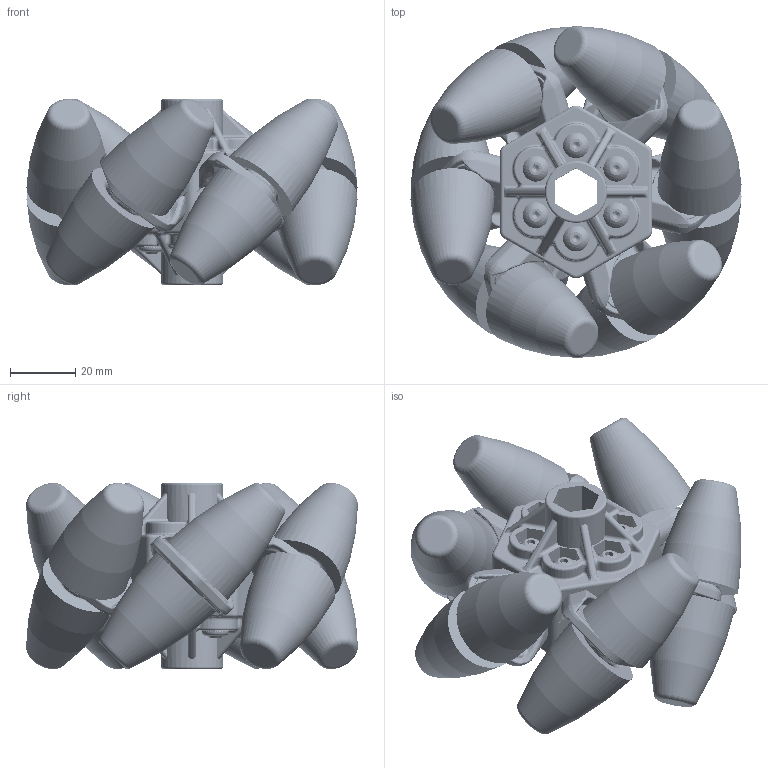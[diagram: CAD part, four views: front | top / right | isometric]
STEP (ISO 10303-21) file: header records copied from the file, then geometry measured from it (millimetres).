
FILE_DESCRIPTION (( 'STEP AP214' ), '1' );
FILE_NAME ('217-3645-STEP-20151209.STEP', '2015-12-09T15:45:41', ( '' ), ( '' ), 'SwSTEP 2.0', 'SolidWorks 2015', '' );
FILE_SCHEMA (( 'AUTOMOTIVE_DESIGN' ));
Length unit declared in the file: millimetre
Products named in the file (12): 217-3645-STEP-20151209; 217-3533-000 Rev2; 217-3606 Rev1; 217-2586-003 Rev3; 276-1009-001_SBS0832-1250SS; 217-2586-009 Rev1; 217-3532-003 Rev1; 217-3533-001 Rev1; 217-2799-002 Rev7; 217-2586-007 Rev1; 217-2586-005 Rev3; 276-1027-001
Assembly tree (30 placements, depth 3):
  217-3645-STEP-20151209
    217-3533-000 Rev2
      217-3533-001 Rev1  x2
      276-1027-001  x6
      276-1009-001_SBS0832-1250SS  x6
    217-3606 Rev1  x6
      217-2799-002 Rev7
      217-2586-003 Rev3
      217-2586-005 Rev3
      217-2586-007 Rev1
      217-2586-009 Rev1
      217-3532-003 Rev1
Bounding box: 101.66 x 101.89 x 57.15 mm (x, y, z)
Volume: 212771.4 mm3; surface area: 157070.1 mm2
Topology: 68 solids, 68 shells, 8376 faces, 19948 edges, 10828 vertices
Faces by surface type: bspline 2616, cylinder 2372, plane 1500, torus 1234, sphere 498, cone 156
Entity records: 50501 total; most frequent: CARTESIAN_POINT 19686, ORIENTED_EDGE 6750, DIRECTION 5977, EDGE_CURVE 3375, AXIS2_PLACEMENT_3D 2477, VERTEX_POINT 1978, EDGE_LOOP 1499, FACE_OUTER_BOUND 1441
